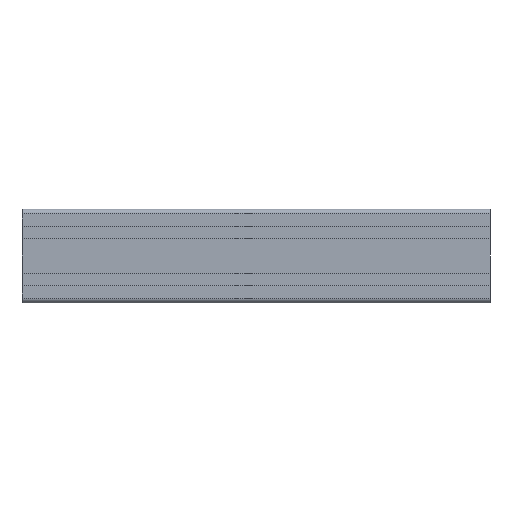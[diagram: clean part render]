
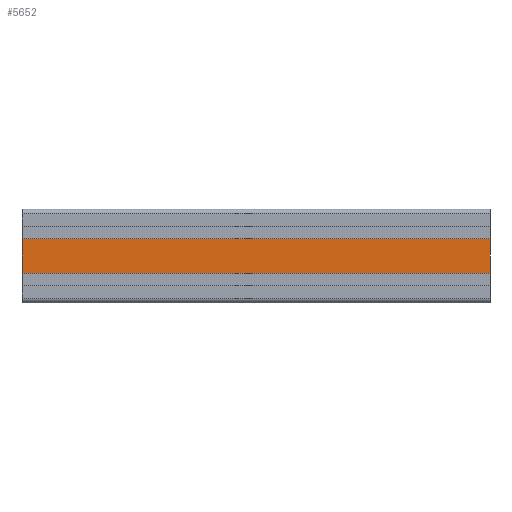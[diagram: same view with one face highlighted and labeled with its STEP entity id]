
A CAD part, left-side view. The second image highlights one B-rep face of the part: STEP entity #5652.
In plain terms, the highlighted face is planar.
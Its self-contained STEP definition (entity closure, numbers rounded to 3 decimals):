
#3 = LINE ( 'NONE', #5, #1532 ) ;
#5 = CARTESIAN_POINT ( 'NONE',  ( 15., -10.9, 0. ) ) ;
#11 = DIRECTION ( 'NONE',  ( 0., 1., 0. ) ) ;
#770 = PLANE ( 'NONE',  #3490 ) ;
#771 = DIRECTION ( 'NONE',  ( 1., 0., 0. ) ) ;
#779 = DIRECTION ( 'NONE',  ( 0., 0., -1. ) ) ;
#786 = CARTESIAN_POINT ( 'NONE',  ( 15., -10.9, -300. ) ) ;
#795 = FACE_OUTER_BOUND ( 'NONE', #6181, .T. ) ;
#1494 = VECTOR ( 'NONE', #5503, 1000. ) ;
#1502 = VECTOR ( 'NONE', #5480, 1000. ) ;
#1526 = VECTOR ( 'NONE', #5515, 1000. ) ;
#1532 = VECTOR ( 'NONE', #11, 1000. ) ;
#1933 = VERTEX_POINT ( 'NONE', #5919 ) ;
#1941 = VERTEX_POINT ( 'NONE', #5930 ) ;
#1947 = VERTEX_POINT ( 'NONE', #5940 ) ;
#1952 = VERTEX_POINT ( 'NONE', #5942 ) ;
#3490 = AXIS2_PLACEMENT_3D ( 'NONE', #786, #771, #779 ) ;
#3746 = EDGE_CURVE ( 'NONE', #1947, #1933, #5473, .T. ) ;
#3752 = EDGE_CURVE ( 'NONE', #1947, #1941, #5494, .T. ) ;
#3756 = EDGE_CURVE ( 'NONE', #1933, #1952, #5511, .T. ) ;
#3765 = EDGE_CURVE ( 'NONE', #1941, #1952, #3, .T. ) ;
#5473 = LINE ( 'NONE', #5482, #1502 ) ;
#5480 = DIRECTION ( 'NONE',  ( 0., 1., 0. ) ) ;
#5482 = CARTESIAN_POINT ( 'NONE',  ( 15., -10.9, -300. ) ) ;
#5492 = CARTESIAN_POINT ( 'NONE',  ( 15., 10.9, -300. ) ) ;
#5494 = LINE ( 'NONE', #5508, #1494 ) ;
#5503 = DIRECTION ( 'NONE',  ( 0., 0., 1. ) ) ;
#5508 = CARTESIAN_POINT ( 'NONE',  ( 15., -10.9, -300. ) ) ;
#5511 = LINE ( 'NONE', #5492, #1526 ) ;
#5515 = DIRECTION ( 'NONE',  ( 0., 0., 1. ) ) ;
#5652 = ADVANCED_FACE ( 'PLANAR_34', ( #795 ), #770, .T. ) ;
#5919 = CARTESIAN_POINT ( 'NONE',  ( 15., 10.9, -300. ) ) ;
#5930 = CARTESIAN_POINT ( 'NONE',  ( 15., -10.9, 0. ) ) ;
#5940 = CARTESIAN_POINT ( 'NONE',  ( 15., -10.9, -300. ) ) ;
#5942 = CARTESIAN_POINT ( 'NONE',  ( 15., 10.9, 0. ) ) ;
#6181 = EDGE_LOOP ( 'NONE', ( #7583, #7335, #7580, #7553 ) ) ;
#7335 = ORIENTED_EDGE ( 'NONE', *, *, #3752, .F. ) ;
#7553 = ORIENTED_EDGE ( 'NONE', *, *, #3756, .T. ) ;
#7580 = ORIENTED_EDGE ( 'NONE', *, *, #3746, .T. ) ;
#7583 = ORIENTED_EDGE ( 'NONE', *, *, #3765, .F. ) ;
